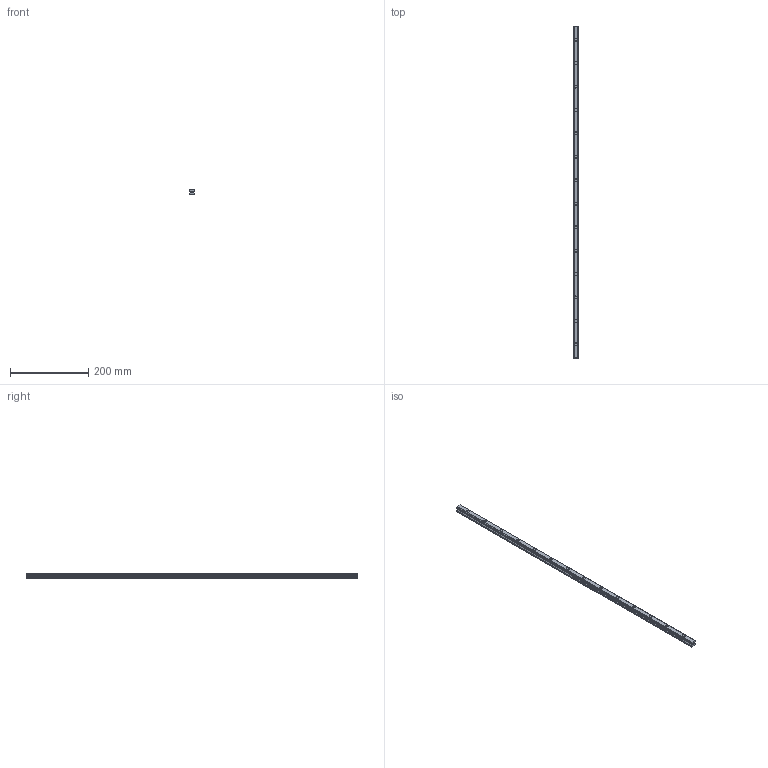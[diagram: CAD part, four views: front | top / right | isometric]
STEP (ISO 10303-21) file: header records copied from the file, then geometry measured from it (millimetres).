
FILE_DESCRIPTION(('STEP AP214'),'1');
FILE_NAME('cctmp_47D9EE4F-03E8-4965-94DC-288948735F2D_2020_5_13_8_22_54_597..stp','2020-05-13T06:22:54',('HIWIN GmbH'),('CADClick - www.CADClick.com'),'Spatial InterOp 3D',' ','unknown authorization');
FILE_SCHEMA(('AUTOMOTIVE_DESIGN'));
Length unit declared in the file: millimetre
Products named in the file (1): HGR15R850H_FILE
Bounding box: 15 x 850 x 15 mm (x, y, z)
Volume: 156233.4 mm3; surface area: 56807.4 mm2
Topology: 1 solids, 1 shells, 241 faces, 579 edges, 386 vertices
Faces by surface type: plane 131, cylinder 110
Entity records: 9025 total; most frequent: DIRECTION 1283, CARTESIAN_POINT 1207, ORIENTED_EDGE 1158, EDGE_CURVE 579, AXIS2_PLACEMENT_3D 462, VERTEX_POINT 386, LINE 359, VECTOR 359
